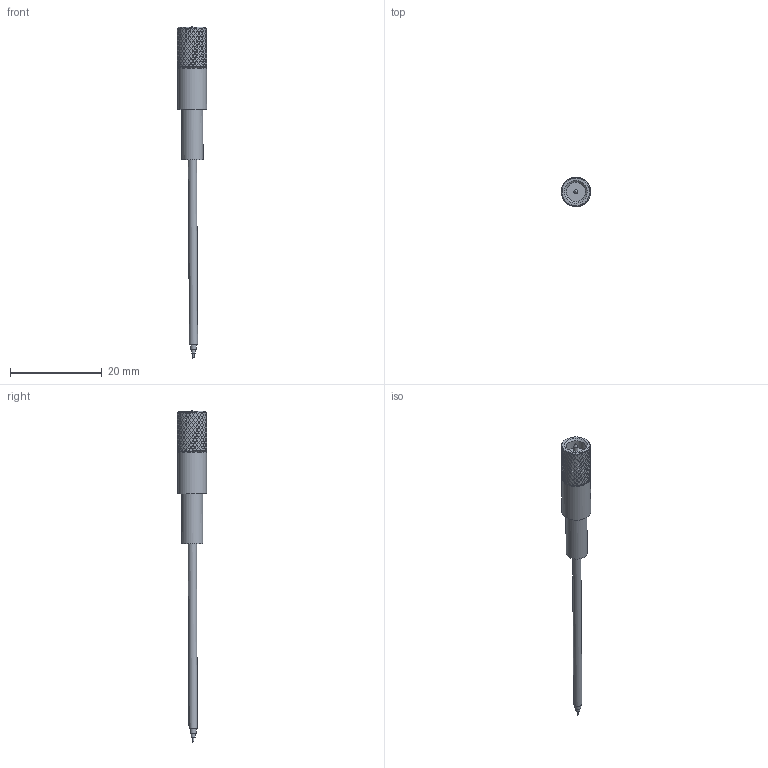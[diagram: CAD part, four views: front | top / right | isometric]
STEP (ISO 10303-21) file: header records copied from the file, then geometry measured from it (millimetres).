
FILE_DESCRIPTION(/* description */ (''),/* implementation_level */ '2;1');
FILE_NAME(/* name */ 'MD10.stp',/* time_stamp */ '2019-10-07T11:22:56-04:00',/* author */ ('lcup'),/* organization */ (''),/* preprocessor_version */ 'ST-DEVELOPER v18',/* originating_system */ 'Autodesk Inventor 2020',/* authorisation */ '');
FILE_SCHEMA (('AUTOMOTIVE_DESIGN { 1 0 10303 214 3 1 1 }'));
Products named in the file (4): MD10; CBP11058; MSW-10-32 MICRODOT; CP59-02_BOOT FOR CX1032 RG178
Assembly tree (3 placements, depth 2):
  MD10
    CBP11058
    MSW-10-32 MICRODOT
    CP59-02_BOOT FOR CX1032 RG178
Bounding box: 6.42 x 6.4 x 72.37 mm (x, y, z)
Volume: 785 mm3; surface area: 1358.3 mm2
Topology: 3 solids, 3 shells, 2115 faces, 4456 edges, 2346 vertices
Faces by surface type: bspline 1536, cylinder 446, plane 125, cone 8
Full cylindrical faces by diameter (mm): 0.864 x1, 0.889 x1, 1.295 x1, 1.7 x1, 1.803 x1, 1.905 x1, 2.408 x1, 2.795 x1, 3.008 x1, 3.5 x1, 3.685 x1, 4.173 x1, 4.6 x1, 6.3 x1
Entity records: 78486 total; most frequent: CARTESIAN_POINT 46436, ORIENTED_EDGE 8910, EDGE_CURVE 4455, B_SPLINE_CURVE_WITH_KNOTS 3864, VERTEX_POINT 2346, EDGE_LOOP 2129, FACE_OUTER_BOUND 2115, ADVANCED_FACE 2115
